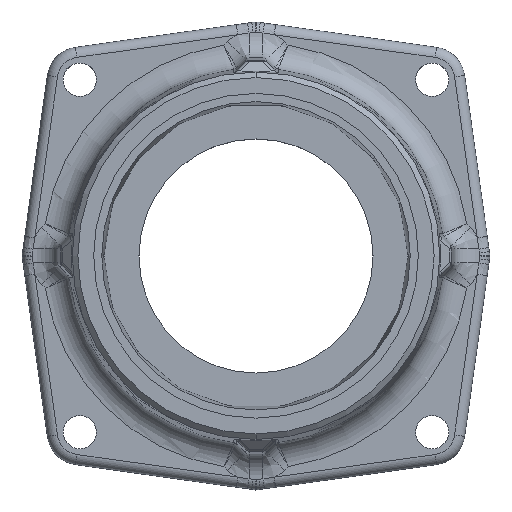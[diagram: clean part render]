
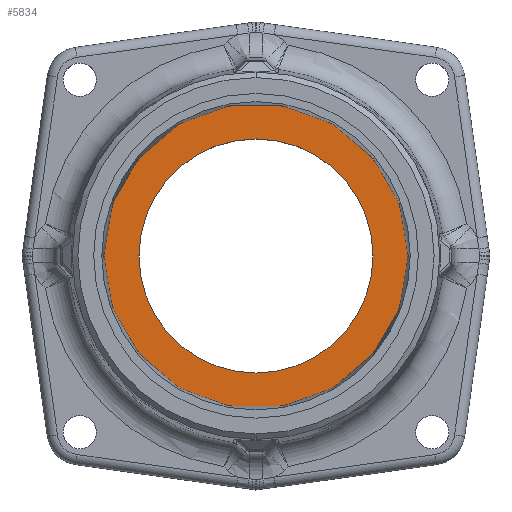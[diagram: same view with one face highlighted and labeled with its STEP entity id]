
A CAD part, top view. The second image highlights one B-rep face of the part: STEP entity #5834.
In plain terms, the highlighted planar face has unit normal (0, 0, 1).
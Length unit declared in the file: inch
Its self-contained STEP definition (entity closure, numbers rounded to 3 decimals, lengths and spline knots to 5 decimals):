
#1526=CARTESIAN_POINT('',(0.,0.,0.421));
#1527=DIRECTION('',(0.,0.,-1.));
#1528=DIRECTION('',(0.,1.,0.));
#1529=AXIS2_PLACEMENT_3D('',#1526,#1527,#1528);
#1544=CARTESIAN_POINT('',(0.,0.,0.421));
#1545=DIRECTION('',(0.,0.,-1.));
#1546=DIRECTION('',(-1.,0.,0.));
#1547=AXIS2_PLACEMENT_3D('',#1544,#1545,#1546);
#1549=CARTESIAN_POINT('',(0.,0.,0.421));
#1550=DIRECTION('',(0.,0.,1.));
#1551=DIRECTION('',(-1.,0.,0.));
#1552=AXIS2_PLACEMENT_3D('',#1549,#1550,#1551);
#1574=CARTESIAN_POINT('',(0.,0.,0.421));
#1575=DIRECTION('',(0.,0.,-1.));
#1576=DIRECTION('',(0.,-1.,0.));
#1577=AXIS2_PLACEMENT_3D('',#1574,#1575,#1576);
#2962=CARTESIAN_POINT('',(-1.86902,0.,0.421));
#2963=CARTESIAN_POINT('',(1.86902,0.,0.421));
#2964=VERTEX_POINT('',#2962);
#2965=VERTEX_POINT('',#2963);
#2978=CARTESIAN_POINT('',(0.,1.4375,0.421));
#2979=CARTESIAN_POINT('',(0.,-1.4375,0.421));
#2980=VERTEX_POINT('',#2978);
#2981=VERTEX_POINT('',#2979);
#5818=CARTESIAN_POINT('',(0.,0.,0.421));
#5819=DIRECTION('',(0.,0.,1.));
#5820=DIRECTION('',(-1.,0.,0.));
#5821=AXIS2_PLACEMENT_3D('',#5818,#5819,#5820);
#5822=PLANE('',#5821);
#5824=ORIENTED_EDGE('',*,*,#5823,.T.);
#5826=ORIENTED_EDGE('',*,*,#5825,.F.);
#5827=EDGE_LOOP('',(#5824,#5826));
#5828=FACE_OUTER_BOUND('',#5827,.F.);
#5829=ORIENTED_EDGE('',*,*,#5808,.F.);
#5831=ORIENTED_EDGE('',*,*,#5830,.F.);
#5832=EDGE_LOOP('',(#5829,#5831));
#5833=FACE_BOUND('',#5832,.F.);
#1530=CIRCLE('',#1529,1.4375);
#1548=CIRCLE('',#1547,1.86902);
#1553=CIRCLE('',#1552,1.86902);
#1578=CIRCLE('',#1577,1.4375);
#5808=EDGE_CURVE('',#2980,#2981,#1530,.T.);
#5823=EDGE_CURVE('',#2964,#2965,#1548,.T.);
#5825=EDGE_CURVE('',#2964,#2965,#1553,.T.);
#5830=EDGE_CURVE('',#2981,#2980,#1578,.T.);
#5834=ADVANCED_FACE('',(#5828,#5833),#5822,.T.);
